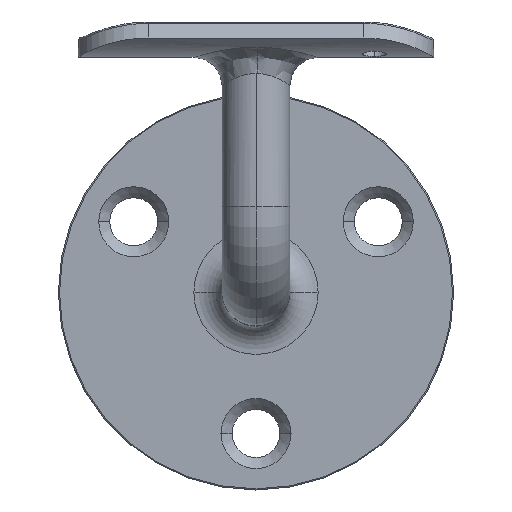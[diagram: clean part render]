
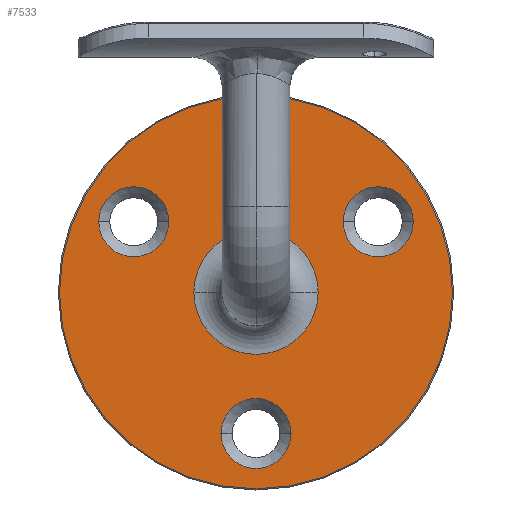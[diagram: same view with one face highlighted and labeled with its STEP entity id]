
A CAD part, top view. The second image highlights one B-rep face of the part: STEP entity #7533.
In plain terms, the highlighted planar face has unit normal (0, 0, 1).
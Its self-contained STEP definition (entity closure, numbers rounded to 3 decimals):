
#535 = VERTEX_POINT ( 'NONE', #8327 ) ;
#804 = DIRECTION ( 'NONE',  ( 1., 0., 0. ) ) ;
#822 = CARTESIAN_POINT ( 'NONE',  ( 0., 0., 5. ) ) ;
#1022 = CIRCLE ( 'NONE', #10056, 34.8 ) ;
#1293 = VERTEX_POINT ( 'NONE', #10153 ) ;
#1308 = DIRECTION ( 'NONE',  ( 1., 0., 0. ) ) ;
#1334 = AXIS2_PLACEMENT_3D ( 'NONE', #2416, #2431, #13716 ) ;
#1712 = DIRECTION ( 'NONE',  ( 1., 0., 0. ) ) ;
#1734 = CARTESIAN_POINT ( 'NONE',  ( 34.8, 0., 5. ) ) ;
#1767 = CARTESIAN_POINT ( 'NONE',  ( -27.851, 12.5, 5. ) ) ;
#1812 = FACE_BOUND ( 'NONE', #13277, .T. ) ;
#1889 = AXIS2_PLACEMENT_3D ( 'NONE', #16143, #8770, #2610 ) ;
#1982 = AXIS2_PLACEMENT_3D ( 'NONE', #6110, #5062, #6168 ) ;
#2141 = CIRCLE ( 'NONE', #1889, 6.2 ) ;
#2147 = CARTESIAN_POINT ( 'NONE',  ( -21.651, 12.5, 5. ) ) ;
#2406 = AXIS2_PLACEMENT_3D ( 'NONE', #16026, #14824, #13406 ) ;
#2416 = CARTESIAN_POINT ( 'NONE',  ( 0., -25., 5. ) ) ;
#2431 = DIRECTION ( 'NONE',  ( 0., 0., 1. ) ) ;
#2610 = DIRECTION ( 'NONE',  ( 1., 0., 0. ) ) ;
#3247 = EDGE_LOOP ( 'NONE', ( #6940, #9478 ) ) ;
#3425 = CARTESIAN_POINT ( 'NONE',  ( 11., 0., 5. ) ) ;
#3480 = CARTESIAN_POINT ( 'NONE',  ( 6.2, -25., 5. ) ) ;
#3674 = VERTEX_POINT ( 'NONE', #3480 ) ;
#3795 = ORIENTED_EDGE ( 'NONE', *, *, #8267, .T. ) ;
#3812 = ORIENTED_EDGE ( 'NONE', *, *, #5295, .T. ) ;
#3997 = CIRCLE ( 'NONE', #8466, 11. ) ;
#4329 = EDGE_CURVE ( 'NONE', #16199, #1293, #10737, .T. ) ;
#4381 = CIRCLE ( 'NONE', #7632, 11. ) ;
#4452 = EDGE_LOOP ( 'NONE', ( #6984, #3795 ) ) ;
#4807 = EDGE_CURVE ( 'NONE', #9153, #3674, #8169, .T. ) ;
#5062 = DIRECTION ( 'NONE',  ( 0., 0., 1. ) ) ;
#5295 = EDGE_CURVE ( 'NONE', #5570, #535, #3997, .T. ) ;
#5538 = FACE_OUTER_BOUND ( 'NONE', #4452, .T. ) ;
#5570 = VERTEX_POINT ( 'NONE', #3425 ) ;
#5823 = DIRECTION ( 'NONE',  ( 0., 0., -1. ) ) ;
#5826 = DIRECTION ( 'NONE',  ( 0., 0., -1. ) ) ;
#6048 = AXIS2_PLACEMENT_3D ( 'NONE', #822, #9725, #1308 ) ;
#6110 = CARTESIAN_POINT ( 'NONE',  ( 21.651, 12.5, 5. ) ) ;
#6126 = EDGE_CURVE ( 'NONE', #10266, #14029, #7340, .T. ) ;
#6128 = PLANE ( 'NONE',  #12249 ) ;
#6138 = EDGE_CURVE ( 'NONE', #535, #5570, #4381, .T. ) ;
#6168 = DIRECTION ( 'NONE',  ( 1., 0., 0. ) ) ;
#6348 = EDGE_LOOP ( 'NONE', ( #13820, #8344 ) ) ;
#6940 = ORIENTED_EDGE ( 'NONE', *, *, #13477, .F. ) ;
#6984 = ORIENTED_EDGE ( 'NONE', *, *, #4329, .T. ) ;
#7014 = VERTEX_POINT ( 'NONE', #13512 ) ;
#7340 = CIRCLE ( 'NONE', #12966, 6.2 ) ;
#7429 = CARTESIAN_POINT ( 'NONE',  ( 0., 0., 5. ) ) ;
#7533 = ADVANCED_FACE ( 'NONE', ( #5538, #1812, #9262, #12013, #8687 ), #6128, .T. ) ;
#7632 = AXIS2_PLACEMENT_3D ( 'NONE', #12217, #5823, #804 ) ;
#7787 = ORIENTED_EDGE ( 'NONE', *, *, #14573, .F. ) ;
#8169 = CIRCLE ( 'NONE', #1334, 6.2 ) ;
#8213 = CARTESIAN_POINT ( 'NONE',  ( -6.2, -25., 5. ) ) ;
#8267 = EDGE_CURVE ( 'NONE', #1293, #16199, #1022, .T. ) ;
#8327 = CARTESIAN_POINT ( 'NONE',  ( -11., 0., 5. ) ) ;
#8344 = ORIENTED_EDGE ( 'NONE', *, *, #12311, .F. ) ;
#8466 = AXIS2_PLACEMENT_3D ( 'NONE', #13329, #5826, #15836 ) ;
#8505 = DIRECTION ( 'NONE',  ( 1., 0., 0. ) ) ;
#8542 = CARTESIAN_POINT ( 'NONE',  ( 0., 0., 5. ) ) ;
#8659 = DIRECTION ( 'NONE',  ( 0., 0., 1. ) ) ;
#8687 = FACE_BOUND ( 'NONE', #10494, .T. ) ;
#8770 = DIRECTION ( 'NONE',  ( 0., 0., 1. ) ) ;
#9153 = VERTEX_POINT ( 'NONE', #8213 ) ;
#9262 = FACE_BOUND ( 'NONE', #3247, .T. ) ;
#9478 = ORIENTED_EDGE ( 'NONE', *, *, #6126, .F. ) ;
#9725 = DIRECTION ( 'NONE',  ( 0., 0., 1. ) ) ;
#9798 = DIRECTION ( 'NONE',  ( 1., 0., 0. ) ) ;
#9949 = DIRECTION ( 'NONE',  ( 1., 0., 0. ) ) ;
#10000 = ORIENTED_EDGE ( 'NONE', *, *, #6138, .T. ) ;
#10056 = AXIS2_PLACEMENT_3D ( 'NONE', #7429, #15028, #9949 ) ;
#10153 = CARTESIAN_POINT ( 'NONE',  ( -34.8, 0., 5. ) ) ;
#10266 = VERTEX_POINT ( 'NONE', #1767 ) ;
#10332 = CARTESIAN_POINT ( 'NONE',  ( 27.851, 12.5, 5. ) ) ;
#10494 = EDGE_LOOP ( 'NONE', ( #7787, #10497 ) ) ;
#10497 = ORIENTED_EDGE ( 'NONE', *, *, #4807, .F. ) ;
#10536 = DIRECTION ( 'NONE',  ( 0., 0., 1. ) ) ;
#10737 = CIRCLE ( 'NONE', #6048, 34.8 ) ;
#10884 = DIRECTION ( 'NONE',  ( 0., 0., 1. ) ) ;
#11274 = VERTEX_POINT ( 'NONE', #10332 ) ;
#11901 = EDGE_CURVE ( 'NONE', #11274, #7014, #12330, .T. ) ;
#12013 = FACE_BOUND ( 'NONE', #6348, .T. ) ;
#12217 = CARTESIAN_POINT ( 'NONE',  ( 0., 0., 5. ) ) ;
#12249 = AXIS2_PLACEMENT_3D ( 'NONE', #8542, #8659, #9798 ) ;
#12311 = EDGE_CURVE ( 'NONE', #7014, #11274, #12707, .T. ) ;
#12330 = CIRCLE ( 'NONE', #12686, 6.2 ) ;
#12686 = AXIS2_PLACEMENT_3D ( 'NONE', #15447, #10536, #1712 ) ;
#12707 = CIRCLE ( 'NONE', #1982, 6.2 ) ;
#12966 = AXIS2_PLACEMENT_3D ( 'NONE', #2147, #10884, #8505 ) ;
#13257 = CARTESIAN_POINT ( 'NONE',  ( -15.451, 12.5, 5. ) ) ;
#13277 = EDGE_LOOP ( 'NONE', ( #3812, #10000 ) ) ;
#13329 = CARTESIAN_POINT ( 'NONE',  ( 0., 0., 5. ) ) ;
#13406 = DIRECTION ( 'NONE',  ( 1., 0., 0. ) ) ;
#13477 = EDGE_CURVE ( 'NONE', #14029, #10266, #2141, .T. ) ;
#13512 = CARTESIAN_POINT ( 'NONE',  ( 15.451, 12.5, 5. ) ) ;
#13715 = CIRCLE ( 'NONE', #2406, 6.2 ) ;
#13716 = DIRECTION ( 'NONE',  ( 1., 0., 0. ) ) ;
#13820 = ORIENTED_EDGE ( 'NONE', *, *, #11901, .F. ) ;
#14029 = VERTEX_POINT ( 'NONE', #13257 ) ;
#14573 = EDGE_CURVE ( 'NONE', #3674, #9153, #13715, .T. ) ;
#14824 = DIRECTION ( 'NONE',  ( 0., 0., 1. ) ) ;
#15028 = DIRECTION ( 'NONE',  ( 0., 0., 1. ) ) ;
#15447 = CARTESIAN_POINT ( 'NONE',  ( 21.651, 12.5, 5. ) ) ;
#15836 = DIRECTION ( 'NONE',  ( 1., 0., 0. ) ) ;
#16026 = CARTESIAN_POINT ( 'NONE',  ( 0., -25., 5. ) ) ;
#16143 = CARTESIAN_POINT ( 'NONE',  ( -21.651, 12.5, 5. ) ) ;
#16199 = VERTEX_POINT ( 'NONE', #1734 ) ;
